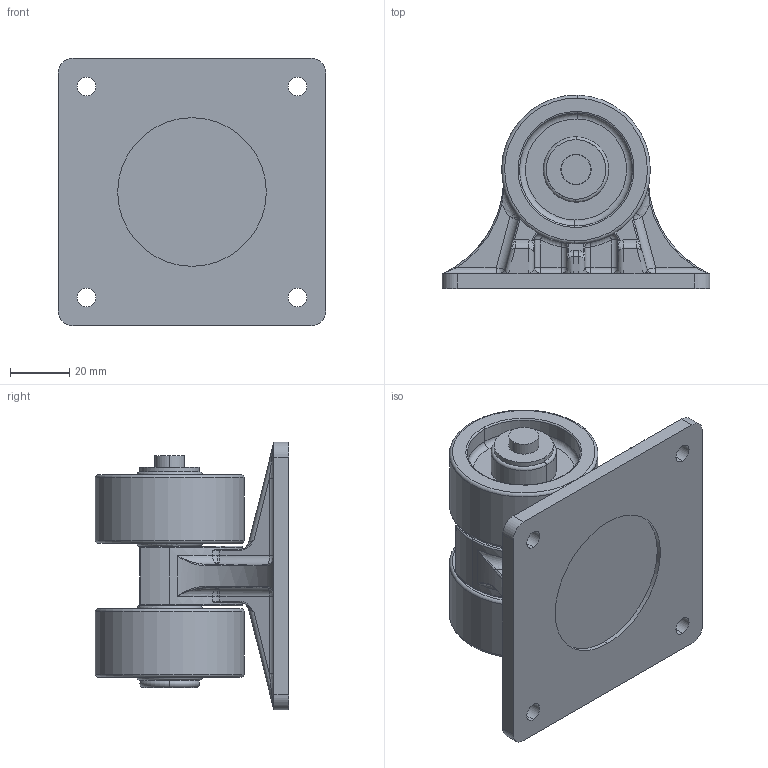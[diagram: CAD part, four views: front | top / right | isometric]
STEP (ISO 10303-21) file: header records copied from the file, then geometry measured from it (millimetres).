
FILE_DESCRIPTION (( 'STEP AP214' ), '1' );
FILE_NAME ('TCA-T50-POM-R.STEP', '2016-08-05T05:30:31', ( '' ), ( '' ), 'SwSTEP 2.0', 'SolidWorks 2015', '' );
FILE_SCHEMA (( 'AUTOMOTIVE_DESIGN' ));
Length unit declared in the file: millimetre
Products named in the file (2): caster; TCA-T50-POM-R
Assembly tree (1 placements, depth 2):
  TCA-T50-POM-R
    caster
Bounding box: 90 x 65 x 90 mm (x, y, z)
Volume: 149443.2 mm3; surface area: 52307.8 mm2
Topology: 1 solids, 1 shells, 507 faces, 1210 edges, 695 vertices
Faces by surface type: cylinder 206, torus 124, plane 91, bspline 52, sphere 22, cone 12
Entity records: 17053 total; most frequent: CARTESIAN_POINT 5564, DIRECTION 2575, ORIENTED_EDGE 2364, EDGE_CURVE 1182, AXIS2_PLACEMENT_3D 1100, VERTEX_POINT 693, CIRCLE 641, EDGE_LOOP 531
